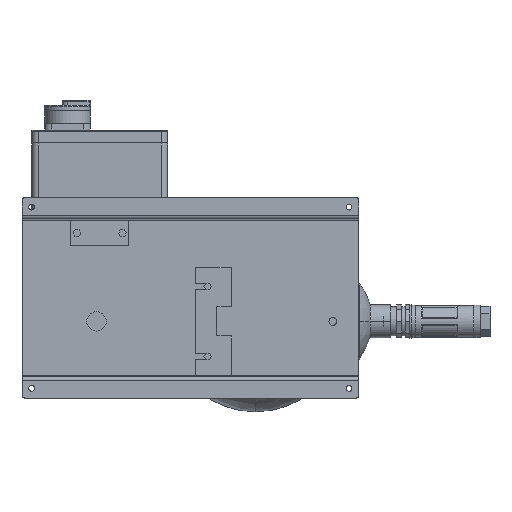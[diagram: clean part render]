
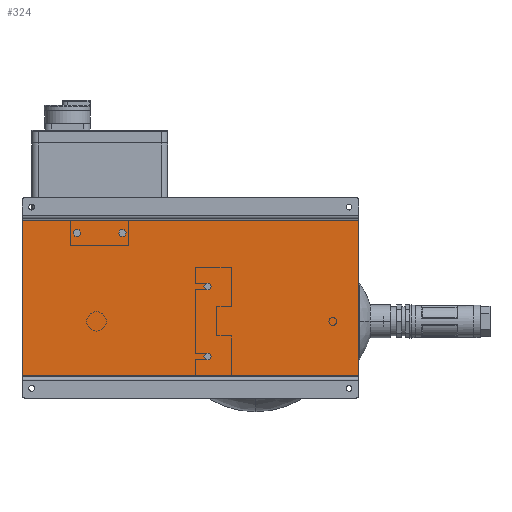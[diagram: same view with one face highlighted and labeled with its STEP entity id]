
A CAD part, front view. The second image highlights one B-rep face of the part: STEP entity #324.
In plain terms, the highlighted planar face has unit normal (0, -1, 0).
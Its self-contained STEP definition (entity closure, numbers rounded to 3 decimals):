
#324 = ADVANCED_FACE ( 'NONE', ( #3297 ), #17164, .F. ) ;
#907 = VECTOR ( 'NONE', #22865, 1000. ) ;
#2107 = ORIENTED_EDGE ( 'NONE', *, *, #40584, .F. ) ;
#3297 = FACE_OUTER_BOUND ( 'NONE', #14903, .T. ) ;
#3740 = CARTESIAN_POINT ( 'NONE',  ( 260., 52., 120. ) ) ;
#4191 = ORIENTED_EDGE ( 'NONE', *, *, #14070, .T. ) ;
#5147 = CARTESIAN_POINT ( 'NONE',  ( 260., 52., 120. ) ) ;
#7696 = VECTOR ( 'NONE', #23289, 1000. ) ;
#9892 = CARTESIAN_POINT ( 'NONE',  ( 260., 52., -120. ) ) ;
#14070 = EDGE_CURVE ( 'NONE', #16604, #32729, #37844, .T. ) ;
#14670 = VERTEX_POINT ( 'NONE', #27458 ) ;
#14903 = EDGE_LOOP ( 'NONE', ( #35212, #2107, #22371, #4191 ) ) ;
#16513 = LINE ( 'NONE', #9892, #7696 ) ;
#16604 = VERTEX_POINT ( 'NONE', #39729 ) ;
#17164 = PLANE ( 'NONE',  #29061 ) ;
#17643 = CARTESIAN_POINT ( 'NONE',  ( -260., 52., 120. ) ) ;
#20230 = LINE ( 'NONE', #3740, #907 ) ;
#21177 = DIRECTION ( 'NONE',  ( -1., 0., 0. ) ) ;
#21609 = DIRECTION ( 'NONE',  ( 0., 0., -1. ) ) ;
#22371 = ORIENTED_EDGE ( 'NONE', *, *, #35729, .F. ) ;
#22865 = DIRECTION ( 'NONE',  ( 0., 0., -1. ) ) ;
#23289 = DIRECTION ( 'NONE',  ( -1., 0., 0. ) ) ;
#23730 = DIRECTION ( 'NONE',  ( 0., 0., 1. ) ) ;
#24238 = VERTEX_POINT ( 'NONE', #35656 ) ;
#25816 = CARTESIAN_POINT ( 'NONE',  ( 260., 52., -120. ) ) ;
#27458 = CARTESIAN_POINT ( 'NONE',  ( -260., 52., -120. ) ) ;
#29061 = AXIS2_PLACEMENT_3D ( 'NONE', #25816, #30300, #23730 ) ;
#30300 = DIRECTION ( 'NONE',  ( 0., 1., 0. ) ) ;
#32729 = VERTEX_POINT ( 'NONE', #17643 ) ;
#35212 = ORIENTED_EDGE ( 'NONE', *, *, #37299, .T. ) ;
#35503 = VECTOR ( 'NONE', #21177, 1000. ) ;
#35622 = CARTESIAN_POINT ( 'NONE',  ( -260., 52., -120. ) ) ;
#35656 = CARTESIAN_POINT ( 'NONE',  ( 260., 52., -120. ) ) ;
#35729 = EDGE_CURVE ( 'NONE', #16604, #24238, #20230, .T. ) ;
#37299 = EDGE_CURVE ( 'NONE', #32729, #14670, #38936, .T. ) ;
#37844 = LINE ( 'NONE', #5147, #35503 ) ;
#38290 = VECTOR ( 'NONE', #21609, 1000. ) ;
#38936 = LINE ( 'NONE', #35622, #38290 ) ;
#39729 = CARTESIAN_POINT ( 'NONE',  ( 260., 52., 120. ) ) ;
#40584 = EDGE_CURVE ( 'NONE', #24238, #14670, #16513, .T. ) ;
